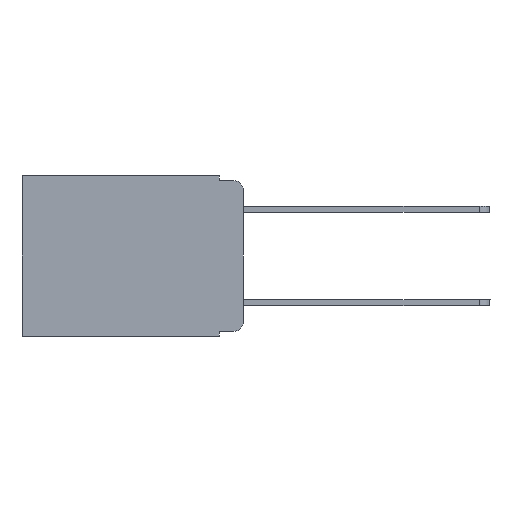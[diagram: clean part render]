
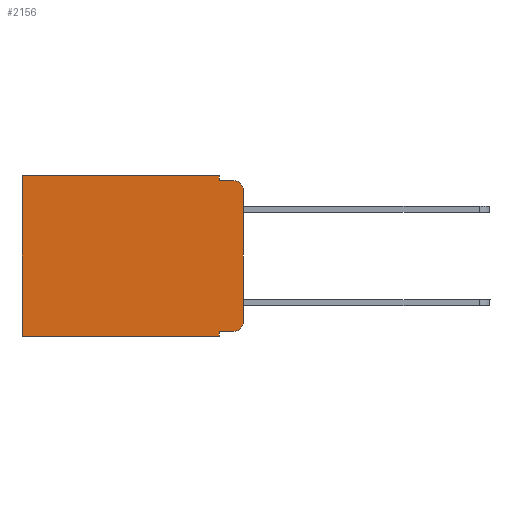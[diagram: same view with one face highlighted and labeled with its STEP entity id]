
A CAD part, left-side view. The second image highlights one B-rep face of the part: STEP entity #2156.
In plain terms, the highlighted planar face has unit normal (-1, 0, 0).
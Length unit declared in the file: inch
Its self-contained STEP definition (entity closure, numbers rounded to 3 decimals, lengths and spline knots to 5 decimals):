
#362 = VECTOR ( 'NONE', #785, 39.37008 ) ;
#529 = CARTESIAN_POINT ( 'NONE',  ( 0.298, 0.051, -0.333 ) ) ;
#531 = CIRCLE ( 'NONE', #4928, 0.02 ) ;
#666 = VECTOR ( 'NONE', #11791, 39.37008 ) ;
#730 = FACE_OUTER_BOUND ( 'NONE', #3195, .T. ) ;
#785 = DIRECTION ( 'NONE',  ( 0., -1., 0. ) ) ;
#866 = LINE ( 'NONE', #9175, #2447 ) ;
#967 = DIRECTION ( 'NONE',  ( 0., 0., -1. ) ) ;
#1031 = VECTOR ( 'NONE', #11507, 39.37008 ) ;
#1094 = DIRECTION ( 'NONE',  ( 0., 1., 0. ) ) ;
#1851 = DIRECTION ( 'NONE',  ( 1., 0., 0. ) ) ;
#2156 = ADVANCED_FACE ( 'NONE', ( #730 ), #6899, .F. ) ;
#2190 = ORIENTED_EDGE ( 'NONE', *, *, #14482, .T. ) ;
#2352 = CARTESIAN_POINT ( 'NONE',  ( 0.298, 0., -0.343 ) ) ;
#2447 = VECTOR ( 'NONE', #4277, 39.37008 ) ;
#2564 = CARTESIAN_POINT ( 'NONE',  ( 0.298, 0.473, -0.343 ) ) ;
#2595 = VECTOR ( 'NONE', #967, 39.37008 ) ;
#2644 = EDGE_CURVE ( 'NONE', #4309, #9101, #3266, .T. ) ;
#2845 = CARTESIAN_POINT ( 'NONE',  ( 0.298, 0.051, -0.01 ) ) ;
#2868 = AXIS2_PLACEMENT_3D ( 'NONE', #9389, #1851, #6997 ) ;
#2914 = DIRECTION ( 'NONE',  ( 0., 0., -1. ) ) ;
#3195 = EDGE_LOOP ( 'NONE', ( #14411, #7982, #7970, #7617, #8711, #2190, #8065, #7120, #4962, #13901 ) ) ;
#3266 = CIRCLE ( 'NONE', #12359, 0.02 ) ;
#3510 = EDGE_CURVE ( 'NONE', #9185, #9065, #9538, .T. ) ;
#3791 = EDGE_CURVE ( 'NONE', #5527, #9101, #8177, .T. ) ;
#3868 = VERTEX_POINT ( 'NONE', #529 ) ;
#4187 = LINE ( 'NONE', #5726, #15078 ) ;
#4277 = DIRECTION ( 'NONE',  ( 0., -1., 0. ) ) ;
#4309 = VERTEX_POINT ( 'NONE', #6535 ) ;
#4928 = AXIS2_PLACEMENT_3D ( 'NONE', #11552, #14054, #2914 ) ;
#4962 = ORIENTED_EDGE ( 'NONE', *, *, #6554, .T. ) ;
#5334 = CARTESIAN_POINT ( 'NONE',  ( 0.298, 0., 0. ) ) ;
#5527 = VERTEX_POINT ( 'NONE', #9992 ) ;
#5543 = LINE ( 'NONE', #5776, #2595 ) ;
#5726 = CARTESIAN_POINT ( 'NONE',  ( 0.298, 0.051, 0. ) ) ;
#5776 = CARTESIAN_POINT ( 'NONE',  ( 0.298, 0.473, 0. ) ) ;
#6361 = CARTESIAN_POINT ( 'NONE',  ( 0.298, 0.051, 0. ) ) ;
#6535 = CARTESIAN_POINT ( 'NONE',  ( 0.298, 0.02, -0.333 ) ) ;
#6554 = EDGE_CURVE ( 'NONE', #3868, #4309, #12597, .T. ) ;
#6797 = DIRECTION ( 'NONE',  ( 0., 1., 0. ) ) ;
#6899 = PLANE ( 'NONE',  #2868 ) ;
#6997 = DIRECTION ( 'NONE',  ( 0., 0., -1. ) ) ;
#7116 = VECTOR ( 'NONE', #1094, 39.37008 ) ;
#7120 = ORIENTED_EDGE ( 'NONE', *, *, #10631, .F. ) ;
#7617 = ORIENTED_EDGE ( 'NONE', *, *, #10928, .F. ) ;
#7970 = ORIENTED_EDGE ( 'NONE', *, *, #12611, .F. ) ;
#7982 = ORIENTED_EDGE ( 'NONE', *, *, #7984, .T. ) ;
#7984 = EDGE_CURVE ( 'NONE', #5527, #11832, #531, .T. ) ;
#8065 = ORIENTED_EDGE ( 'NONE', *, *, #15092, .F. ) ;
#8177 = LINE ( 'NONE', #5334, #666 ) ;
#8506 = CARTESIAN_POINT ( 'NONE',  ( 0.298, 0.051, -0.333 ) ) ;
#8642 = VERTEX_POINT ( 'NONE', #2845 ) ;
#8711 = ORIENTED_EDGE ( 'NONE', *, *, #3510, .T. ) ;
#9065 = VERTEX_POINT ( 'NONE', #11662 ) ;
#9101 = VERTEX_POINT ( 'NONE', #11715 ) ;
#9175 = CARTESIAN_POINT ( 'NONE',  ( 0.298, 0.051, -0.01 ) ) ;
#9185 = VERTEX_POINT ( 'NONE', #11815 ) ;
#9311 = VERTEX_POINT ( 'NONE', #14653 ) ;
#9389 = CARTESIAN_POINT ( 'NONE',  ( 0.298, 0., 0. ) ) ;
#9538 = LINE ( 'NONE', #12390, #10142 ) ;
#9569 = VERTEX_POINT ( 'NONE', #2564 ) ;
#9992 = CARTESIAN_POINT ( 'NONE',  ( 0.298, 0., -0.03 ) ) ;
#10142 = VECTOR ( 'NONE', #6797, 39.37008 ) ;
#10631 = EDGE_CURVE ( 'NONE', #3868, #9311, #4187, .T. ) ;
#10928 = EDGE_CURVE ( 'NONE', #9185, #8642, #13839, .T. ) ;
#11298 = DIRECTION ( 'NONE',  ( -1., 0., 0. ) ) ;
#11507 = DIRECTION ( 'NONE',  ( 0., 0., -1. ) ) ;
#11552 = CARTESIAN_POINT ( 'NONE',  ( 0.298, 0.02, -0.03 ) ) ;
#11662 = CARTESIAN_POINT ( 'NONE',  ( 0.298, 0.473, 0. ) ) ;
#11715 = CARTESIAN_POINT ( 'NONE',  ( 0.298, 0., -0.313 ) ) ;
#11791 = DIRECTION ( 'NONE',  ( 0., 0., -1. ) ) ;
#11815 = CARTESIAN_POINT ( 'NONE',  ( 0.298, 0.051, 0. ) ) ;
#11832 = VERTEX_POINT ( 'NONE', #16343 ) ;
#12359 = AXIS2_PLACEMENT_3D ( 'NONE', #13944, #11298, #15142 ) ;
#12390 = CARTESIAN_POINT ( 'NONE',  ( 0.298, 0., 0. ) ) ;
#12597 = LINE ( 'NONE', #8506, #362 ) ;
#12611 = EDGE_CURVE ( 'NONE', #8642, #11832, #866, .T. ) ;
#12844 = LINE ( 'NONE', #2352, #7116 ) ;
#13839 = LINE ( 'NONE', #6361, #1031 ) ;
#13901 = ORIENTED_EDGE ( 'NONE', *, *, #2644, .T. ) ;
#13944 = CARTESIAN_POINT ( 'NONE',  ( 0.298, 0.02, -0.313 ) ) ;
#14054 = DIRECTION ( 'NONE',  ( -1., 0., 0. ) ) ;
#14411 = ORIENTED_EDGE ( 'NONE', *, *, #3791, .F. ) ;
#14482 = EDGE_CURVE ( 'NONE', #9065, #9569, #5543, .T. ) ;
#14492 = DIRECTION ( 'NONE',  ( 0., 0., -1. ) ) ;
#14653 = CARTESIAN_POINT ( 'NONE',  ( 0.298, 0.051, -0.343 ) ) ;
#15078 = VECTOR ( 'NONE', #14492, 39.37008 ) ;
#15092 = EDGE_CURVE ( 'NONE', #9311, #9569, #12844, .T. ) ;
#15142 = DIRECTION ( 'NONE',  ( 0., 0., -1. ) ) ;
#16343 = CARTESIAN_POINT ( 'NONE',  ( 0.298, 0.02, -0.01 ) ) ;
